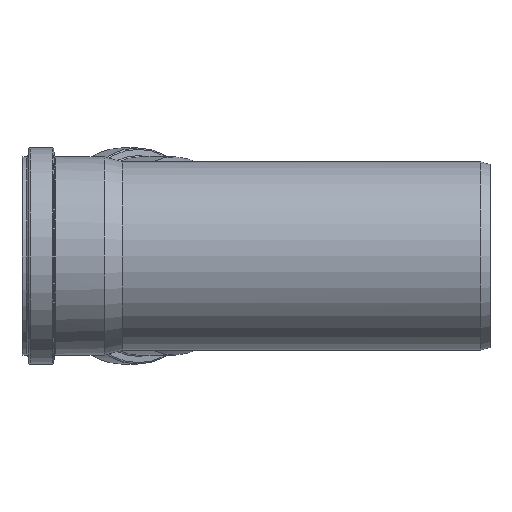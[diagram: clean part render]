
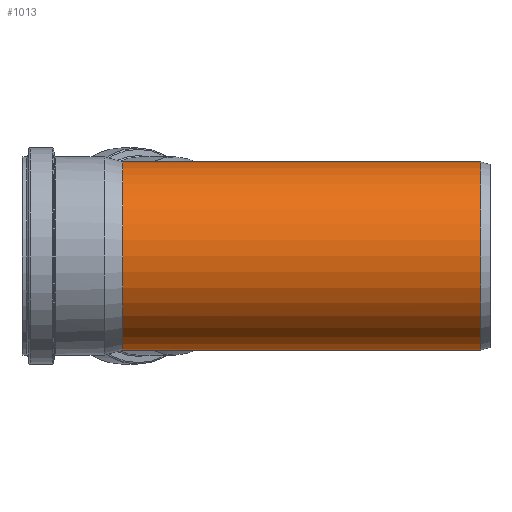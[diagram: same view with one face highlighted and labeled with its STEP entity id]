
A CAD part, left-side view. The second image highlights one B-rep face of the part: STEP entity #1013.
In plain terms, the highlighted cylindrical face has radius 62.6 mm (diameter 125.2 mm), a full revolution.
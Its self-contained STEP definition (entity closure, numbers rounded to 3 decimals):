
#86=FACE_BOUND('',#337,.T.);
#127=ELLIPSE('',#1080,168.053,62.6);
#129=ELLIPSE('',#1082,68.079,62.6);
#130=ELLIPSE('',#1083,168.053,62.6);
#173=CYLINDRICAL_SURFACE('',#1137,62.6);
#232=FACE_OUTER_BOUND('',#336,.T.);
#336=EDGE_LOOP('',(#882,#883,#884,#885));
#337=EDGE_LOOP('',(#886));
#430=CIRCLE('',#1136,62.6);
#431=CIRCLE('',#1138,62.6);
#522=VERTEX_POINT('',#116073);
#523=VERTEX_POINT('',#116075);
#524=VERTEX_POINT('',#116125);
#525=VERTEX_POINT('',#116176);
#551=VERTEX_POINT('',#116271);
#641=EDGE_CURVE('',#522,#523,#127,.T.);
#644=EDGE_CURVE('',#524,#522,#129,.T.);
#646=EDGE_CURVE('',#525,#524,#130,.T.);
#674=EDGE_CURVE('',#551,#551,#430,.T.);
#675=EDGE_CURVE('',#525,#523,#431,.T.);
#882=ORIENTED_EDGE('',*,*,#646,.F.);
#883=ORIENTED_EDGE('',*,*,#675,.T.);
#884=ORIENTED_EDGE('',*,*,#641,.F.);
#885=ORIENTED_EDGE('',*,*,#644,.F.);
#886=ORIENTED_EDGE('',*,*,#674,.F.);
#1013=ADVANCED_FACE('',(#232,#86),#173,.T.);
#1080=AXIS2_PLACEMENT_3D('',#116076,#1280,#1281);
#1082=AXIS2_PLACEMENT_3D('',#116127,#1284,#1285);
#1083=AXIS2_PLACEMENT_3D('',#116185,#1286,#1287);
#1136=AXIS2_PLACEMENT_3D('',#116272,#1392,#1393);
#1137=AXIS2_PLACEMENT_3D('',#116273,#1394,#1395);
#1138=AXIS2_PLACEMENT_3D('',#116274,#1396,#1397);
#1280=DIRECTION('center_axis',(0.928,-0.373,0.));
#1281=DIRECTION('ref_axis',(0.373,0.928,0.));
#1284=DIRECTION('center_axis',(0.393,0.92,0.));
#1285=DIRECTION('ref_axis',(0.92,-0.393,0.));
#1286=DIRECTION('center_axis',(0.928,-0.373,0.));
#1287=DIRECTION('ref_axis',(0.373,0.928,0.));
#1392=DIRECTION('center_axis',(0.,-1.,0.));
#1393=DIRECTION('ref_axis',(1.,0.,0.));
#1394=DIRECTION('center_axis',(0.,-1.,0.));
#1395=DIRECTION('ref_axis',(1.,0.,0.));
#1396=DIRECTION('center_axis',(0.,-1.,0.));
#1397=DIRECTION('ref_axis',(1.,0.,0.));
#116073=CARTESIAN_POINT('',(0.,-146.103,-62.6));
#116075=CARTESIAN_POINT('',(58.644,0.,-21.9));
#116076=CARTESIAN_POINT('Origin',(0.,-146.103,0.));
#116125=CARTESIAN_POINT('',(0.,-146.103,62.6));
#116127=CARTESIAN_POINT('Origin',(0.,-146.103,0.));
#116176=CARTESIAN_POINT('',(58.644,0.,21.9));
#116185=CARTESIAN_POINT('Origin',(0.,-146.103,0.));
#116271=CARTESIAN_POINT('',(62.6,-238.378,0.));
#116272=CARTESIAN_POINT('Origin',(0.,-238.378,0.));
#116273=CARTESIAN_POINT('Origin',(0.,-119.189,0.));
#116274=CARTESIAN_POINT('Origin',(0.,0.,0.));
